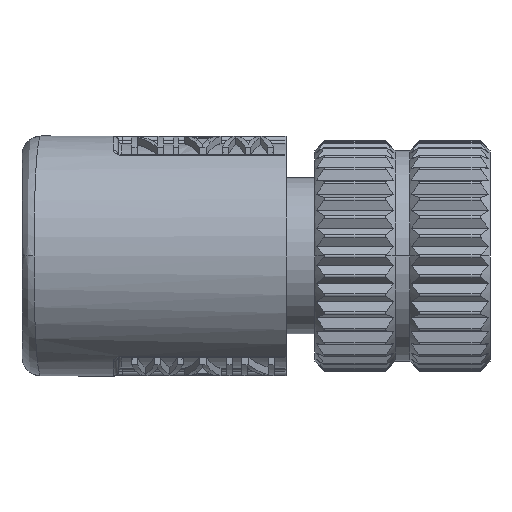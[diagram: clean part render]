
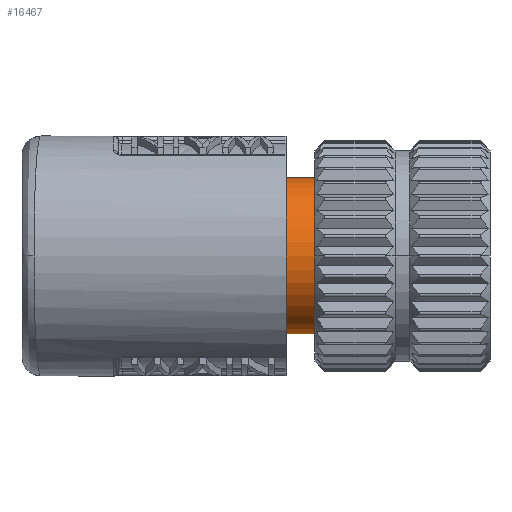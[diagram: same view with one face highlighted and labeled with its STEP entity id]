
A CAD part, left-side view. The second image highlights one B-rep face of the part: STEP entity #16467.
In plain terms, the highlighted cylindrical face has radius 3.25 mm (diameter 6.5 mm), a partial arc.
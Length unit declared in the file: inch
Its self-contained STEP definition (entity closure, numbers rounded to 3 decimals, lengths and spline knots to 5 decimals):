
#5846=CARTESIAN_POINT('',(0.,0.0748,0.));
#5847=DIRECTION('',(0.,-1.,0.));
#5848=DIRECTION('',(-1.,0.,0.));
#5849=AXIS2_PLACEMENT_3D('',#5846,#5847,#5848);
#5860=DIRECTION('',(0.,-1.,0.));
#5861=VECTOR('',#5860,0.05512);
#5862=CARTESIAN_POINT('',(0.,0.12992,0.12795));
#5863=LINE('',#5862,#5861);
#5894=CARTESIAN_POINT('',(0.,0.12992,0.));
#5895=DIRECTION('',(0.,-1.,0.));
#5896=DIRECTION('',(0.,0.,1.));
#5897=AXIS2_PLACEMENT_3D('',#5894,#5895,#5896);
#8785=DIRECTION('',(0.,-1.,0.));
#8786=VECTOR('',#8785,0.05512);
#8787=CARTESIAN_POINT('',(0.,0.12992,-0.12795));
#8788=LINE('',#8787,#8786);
#8789=CARTESIAN_POINT('',(0.,0.0748,0.));
#8790=DIRECTION('',(0.,-1.,0.));
#8791=DIRECTION('',(0.,0.,1.));
#8792=AXIS2_PLACEMENT_3D('',#8789,#8790,#8791);
#11246=CARTESIAN_POINT('',(0.,0.12992,0.12795));
#11247=CARTESIAN_POINT('',(0.,0.12992,-0.12795));
#11248=VERTEX_POINT('',#11246);
#11249=VERTEX_POINT('',#11247);
#11250=CARTESIAN_POINT('',(0.,0.0748,0.12795));
#11251=CARTESIAN_POINT('',(-0.12795,0.0748,
0.));
#11252=VERTEX_POINT('',#11250);
#11253=VERTEX_POINT('',#11251);
#11256=CARTESIAN_POINT('',(0.,0.0748,-0.12795));
#11257=VERTEX_POINT('',#11256);
#16451=CARTESIAN_POINT('',(0.,0.33465,0.));
#16452=DIRECTION('',(0.,-1.,0.));
#16453=DIRECTION('',(1.,0.,0.));
#16454=AXIS2_PLACEMENT_3D('',#16451,#16452,#16453);
#16455=CYLINDRICAL_SURFACE('',#16454,0.12795);
#16457=ORIENTED_EDGE('',*,*,#16456,.F.);
#16459=ORIENTED_EDGE('',*,*,#16458,.T.);
#16461=ORIENTED_EDGE('',*,*,#16460,.T.);
#16462=ORIENTED_EDGE('',*,*,#16439,.T.);
#16464=ORIENTED_EDGE('',*,*,#16463,.F.);
#16465=EDGE_LOOP('',(#16457,#16459,#16461,#16462,#16464));
#16466=FACE_OUTER_BOUND('',#16465,.F.);
#16467=ADVANCED_FACE('',(#16466),#16455,.T.);
#5850=CIRCLE('',#5849,0.12795);
#5898=CIRCLE('',#5897,0.12795);
#8793=CIRCLE('',#8792,0.12795);
#16439=EDGE_CURVE('',#11253,#11257,#5850,.T.);
#16456=EDGE_CURVE('',#11248,#11249,#5898,.T.);
#16458=EDGE_CURVE('',#11248,#11252,#5863,.T.);
#16460=EDGE_CURVE('',#11252,#11253,#8793,.T.);
#16463=EDGE_CURVE('',#11249,#11257,#8788,.T.);
